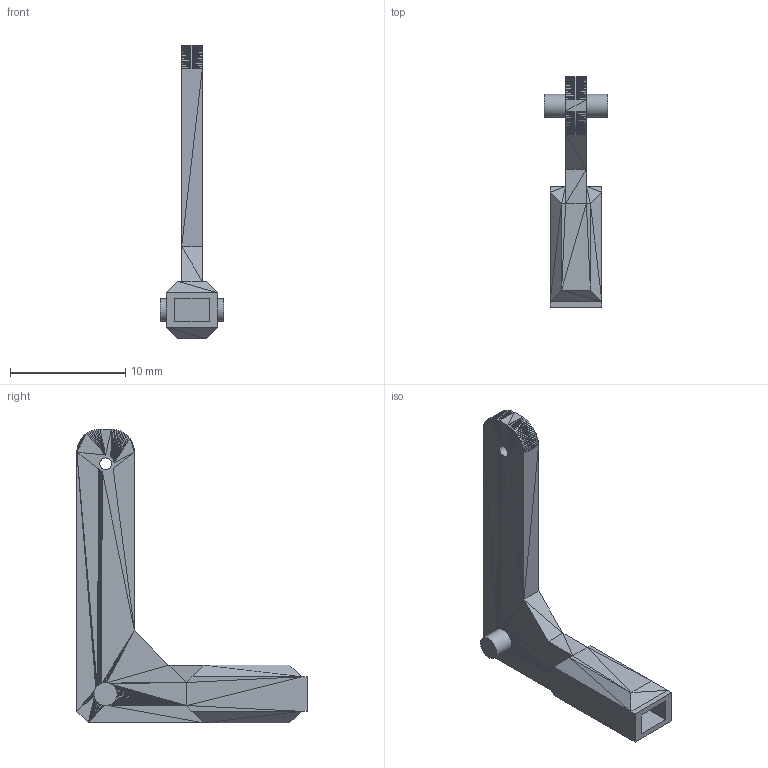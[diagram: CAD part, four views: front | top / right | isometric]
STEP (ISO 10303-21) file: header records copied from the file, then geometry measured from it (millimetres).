
FILE_DESCRIPTION(/* description */ (''),/* implementation_level */ '2;1');
FILE_NAME(/* name */ 'pluck v14.step',/* time_stamp */ '2025-07-20T16:41:25-06:00',/* author */ (''),/* organization */ (''),/* preprocessor_version */ 'ST-DEVELOPER v20.1',/* originating_system */ 'Autodesk Translation Framework v14.10.0.0',/* authorisation */ '');
FILE_SCHEMA (('AUTOMOTIVE_DESIGN { 1 0 10303 214 3 1 1 }'));
Length unit declared in the file: millimetre
Products named in the file (1): pluck
Bounding box: 5.5 x 20 x 25.5 mm (x, y, z)
Volume: 456 mm3; surface area: 705.3 mm2
Topology: 1 solids, 2 shells, 376 faces, 680 edges, 309 vertices
Faces by surface type: plane 373, cylinder 3
Full cylindrical faces by diameter (mm): 1 x1, 2 x2
Entity records: 9204 total; most frequent: DIRECTION 1643, CARTESIAN_POINT 1506, ORIENTED_EDGE 1500, EDGE_CURVE 750, LINE 611, VECTOR 611, AXIS2_PLACEMENT_3D 516, EDGE_LOOP 379
